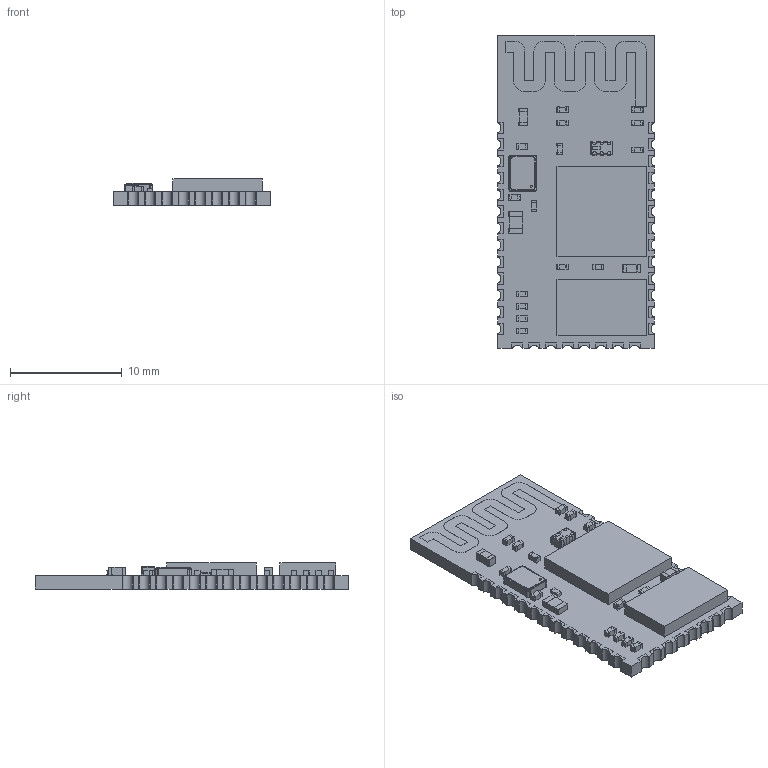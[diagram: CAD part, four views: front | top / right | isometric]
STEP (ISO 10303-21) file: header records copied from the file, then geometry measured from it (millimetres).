
FILE_DESCRIPTION(('CAx-IF Rec.Pracs.---Model Styling and Organization---1.5---2016-08-15','CAx-IF Rec.Pracs.---Geometric and Assembly Validation Properties---4.4---2016-08-17', 'CAx-IF Rec.Pracs.---User Defined Attributes---1.5---2016-08-15', 'CAx-IF Rec.Pracs.---External References---2.1---2005-01-19'),'2;1' );
FILE_NAME('User Library-Bluetooth HC-06__.stp','2018-05-13T22:09:39',( 'Unspecified'),('Unspecified'), 'CAD Exchanger 3.4.2 (cadexchanger.com)','Unspecified','');
FILE_SCHEMA(('AUTOMOTIVE_DESIGN { 1 0 10303 214 1 1 1 1 }'));
Length unit declared in the file: millimetre
Products named in the file (1): User Library-Bluetooth HC-06__
Bounding box: 14.02 x 28.01 x 2.35 mm (x, y, z)
Volume: 591.4 mm3; surface area: 1010.9 mm2
Topology: 1 solids, 1 shells, 1060 faces, 2652 edges, 1612 vertices
Faces by surface type: plane 617, cylinder 417, bspline 16, torus 8, revolution 2
Full cylindrical faces by diameter (mm): 0.2 x1
Entity records: 39741 total; most frequent: CARTESIAN_POINT 6552, ORIENTED_EDGE 5296, DIRECTION 4784, EDGE_CURVE 2648, LINE 2046, VECTOR 2046, VERTEX_POINT 1612, AXIS2_PLACEMENT_3D 1368
